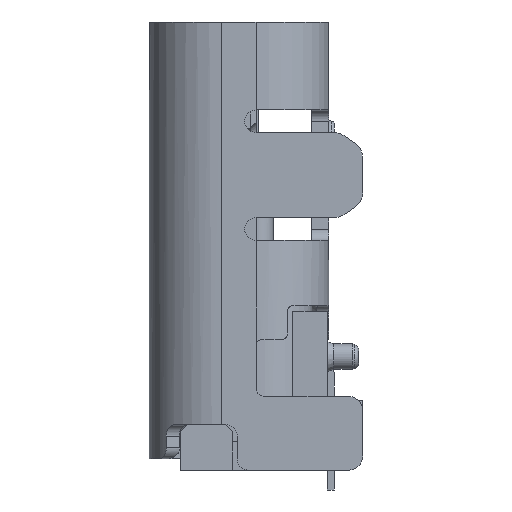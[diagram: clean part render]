
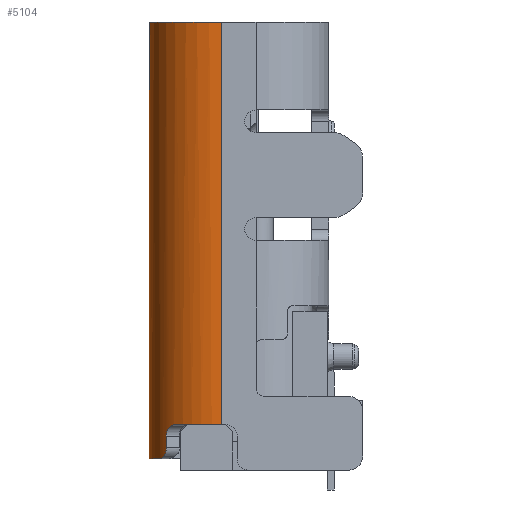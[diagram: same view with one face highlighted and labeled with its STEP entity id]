
A CAD part, left-side view. The second image highlights one B-rep face of the part: STEP entity #5104.
In plain terms, the highlighted cylindrical face has radius 1.28 mm (diameter 2.56 mm), a partial arc.
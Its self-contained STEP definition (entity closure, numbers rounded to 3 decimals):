
#265 = CARTESIAN_POINT ( 'NONE',  ( -3.937, 3.02, -0.429 ) ) ;
#412 = B_SPLINE_CURVE_WITH_KNOTS ( 'NONE', 3,
 ( #6757, #2631, #21537, #11273, #15433, #25980 ),
 .UNSPECIFIED., .F., .F.,
 ( 4, 2, 4 ),
 ( 0., 0., 0. ),
 .UNSPECIFIED. ) ;
#1574 = EDGE_CURVE ( 'NONE', #9709, #20137, #412, .T. ) ;
#1750 = EDGE_CURVE ( 'NONE', #9709, #24199, #11774, .T. ) ;
#2126 = CARTESIAN_POINT ( 'NONE',  ( -4.013, 2.961, -0.303 ) ) ;
#2419 = EDGE_CURVE ( 'NONE', #20073, #20944, #2529, .T. ) ;
#2499 = CARTESIAN_POINT ( 'NONE',  ( -3.996, 2.975, -0.355 ) ) ;
#2529 = CIRCLE ( 'NONE', #26653, 1.28 ) ;
#2631 = CARTESIAN_POINT ( 'NONE',  ( -4.013, 2.961, 0.003 ) ) ;
#3008 = CARTESIAN_POINT ( 'NONE',  ( -4.47, 1.98, 0.15 ) ) ;
#3067 = EDGE_CURVE ( 'NONE', #20944, #16434, #12025, .T. ) ;
#4234 = CARTESIAN_POINT ( 'NONE',  ( -4.013, 2.961, -0.25 ) ) ;
#4661 = FACE_OUTER_BOUND ( 'NONE', #8789, .T. ) ;
#4664 = DIRECTION ( 'NONE',  ( 0., 0., -1. ) ) ;
#4818 = ORIENTED_EDGE ( 'NONE', *, *, #22413, .T. ) ;
#5104 = ADVANCED_FACE ( 'NONE', ( #4661 ), #16490, .T. ) ;
#5713 = B_SPLINE_CURVE_WITH_KNOTS ( 'NONE', 3,
 ( #10770, #15127, #265, #2499, #2126, #19294 ),
 .UNSPECIFIED., .F., .F.,
 ( 4, 2, 4 ),
 ( 0., 0., 0. ),
 .UNSPECIFIED. ) ;
#5742 = EDGE_CURVE ( 'NONE', #16434, #20137, #22010, .T. ) ;
#6154 = VECTOR ( 'NONE', #22633, 1000. ) ;
#6757 = CARTESIAN_POINT ( 'NONE',  ( -4.013, 2.961, -0.05 ) ) ;
#6805 = EDGE_CURVE ( 'NONE', #20073, #17735, #23559, .T. ) ;
#7071 = DIRECTION ( 'NONE',  ( 0., 0., 1. ) ) ;
#7936 = DIRECTION ( 'NONE',  ( 1., 0., 0. ) ) ;
#8197 = ORIENTED_EDGE ( 'NONE', *, *, #26643, .T. ) ;
#8789 = EDGE_LOOP ( 'NONE', ( #4818, #8197, #20909, #16305, #14576, #26280, #26149, #12910 ) ) ;
#9200 = CARTESIAN_POINT ( 'NONE',  ( -3.19, 1.98, 7.25 ) ) ;
#9709 = VERTEX_POINT ( 'NONE', #13345 ) ;
#9934 = DIRECTION ( 'NONE',  ( 0., 0., -1. ) ) ;
#10770 = CARTESIAN_POINT ( 'NONE',  ( -3.849, 3.077, -0.45 ) ) ;
#11273 = CARTESIAN_POINT ( 'NONE',  ( -4.084, 2.897, 0.129 ) ) ;
#11759 = AXIS2_PLACEMENT_3D ( 'NONE', #12284, #12370, #7936 ) ;
#11774 = LINE ( 'NONE', #16139, #6154 ) ;
#12025 = LINE ( 'NONE', #13919, #17607 ) ;
#12197 = CARTESIAN_POINT ( 'NONE',  ( -4.47, 1.98, 7.25 ) ) ;
#12242 = DIRECTION ( 'NONE',  ( 0., 0., -1. ) ) ;
#12284 = CARTESIAN_POINT ( 'NONE',  ( -3.19, 1.98, -0.45 ) ) ;
#12370 = DIRECTION ( 'NONE',  ( 0., 0., 1. ) ) ;
#12705 = CARTESIAN_POINT ( 'NONE',  ( -3.19, 1.98, 0.15 ) ) ;
#12910 = ORIENTED_EDGE ( 'NONE', *, *, #6805, .T. ) ;
#13345 = CARTESIAN_POINT ( 'NONE',  ( -4.013, 2.961, -0.05 ) ) ;
#13386 = CARTESIAN_POINT ( 'NONE',  ( -3.849, 3.077, -0.45 ) ) ;
#13919 = CARTESIAN_POINT ( 'NONE',  ( -4.47, 1.98, 7.25 ) ) ;
#14444 = CARTESIAN_POINT ( 'NONE',  ( -4.156, 2.82, 0.15 ) ) ;
#14576 = ORIENTED_EDGE ( 'NONE', *, *, #5742, .F. ) ;
#15127 = CARTESIAN_POINT ( 'NONE',  ( -3.895, 3.05, -0.45 ) ) ;
#15433 = CARTESIAN_POINT ( 'NONE',  ( -4.121, 2.86, 0.15 ) ) ;
#16139 = CARTESIAN_POINT ( 'NONE',  ( -4.013, 2.961, 0.15 ) ) ;
#16305 = ORIENTED_EDGE ( 'NONE', *, *, #1574, .T. ) ;
#16434 = VERTEX_POINT ( 'NONE', #3008 ) ;
#16490 = CYLINDRICAL_SURFACE ( 'NONE', #21042, 1.28 ) ;
#17053 = DIRECTION ( 'NONE',  ( -1., 0., 0. ) ) ;
#17607 = VECTOR ( 'NONE', #9934, 1000. ) ;
#17735 = VERTEX_POINT ( 'NONE', #18704 ) ;
#17820 = DIRECTION ( 'NONE',  ( -1., 0., 0. ) ) ;
#17970 = VECTOR ( 'NONE', #12242, 1000. ) ;
#18704 = CARTESIAN_POINT ( 'NONE',  ( -3.19, 3.26, -0.45 ) ) ;
#19294 = CARTESIAN_POINT ( 'NONE',  ( -4.013, 2.961, -0.25 ) ) ;
#20073 = VERTEX_POINT ( 'NONE', #22092 ) ;
#20137 = VERTEX_POINT ( 'NONE', #14444 ) ;
#20909 = ORIENTED_EDGE ( 'NONE', *, *, #1750, .F. ) ;
#20944 = VERTEX_POINT ( 'NONE', #12197 ) ;
#21042 = AXIS2_PLACEMENT_3D ( 'NONE', #25143, #4664, #17053 ) ;
#21537 = CARTESIAN_POINT ( 'NONE',  ( -4.03, 2.947, 0.055 ) ) ;
#22010 = CIRCLE ( 'NONE', #26891, 1.28 ) ;
#22092 = CARTESIAN_POINT ( 'NONE',  ( -3.19, 3.26, 7.25 ) ) ;
#22413 = EDGE_CURVE ( 'NONE', #17735, #25006, #23457, .T. ) ;
#22633 = DIRECTION ( 'NONE',  ( 0., 0., -1. ) ) ;
#23139 = DIRECTION ( 'NONE',  ( 0., 0., -1. ) ) ;
#23457 = CIRCLE ( 'NONE', #11759, 1.28 ) ;
#23559 = LINE ( 'NONE', #26926, #17970 ) ;
#24199 = VERTEX_POINT ( 'NONE', #4234 ) ;
#24900 = DIRECTION ( 'NONE',  ( -1., 0., 0. ) ) ;
#25006 = VERTEX_POINT ( 'NONE', #13386 ) ;
#25143 = CARTESIAN_POINT ( 'NONE',  ( -3.19, 1.98, 7.25 ) ) ;
#25980 = CARTESIAN_POINT ( 'NONE',  ( -4.156, 2.82, 0.15 ) ) ;
#26149 = ORIENTED_EDGE ( 'NONE', *, *, #2419, .F. ) ;
#26280 = ORIENTED_EDGE ( 'NONE', *, *, #3067, .F. ) ;
#26643 = EDGE_CURVE ( 'NONE', #25006, #24199, #5713, .T. ) ;
#26653 = AXIS2_PLACEMENT_3D ( 'NONE', #9200, #7071, #17820 ) ;
#26891 = AXIS2_PLACEMENT_3D ( 'NONE', #12705, #23139, #24900 ) ;
#26926 = CARTESIAN_POINT ( 'NONE',  ( -3.19, 3.26, 7.25 ) ) ;
